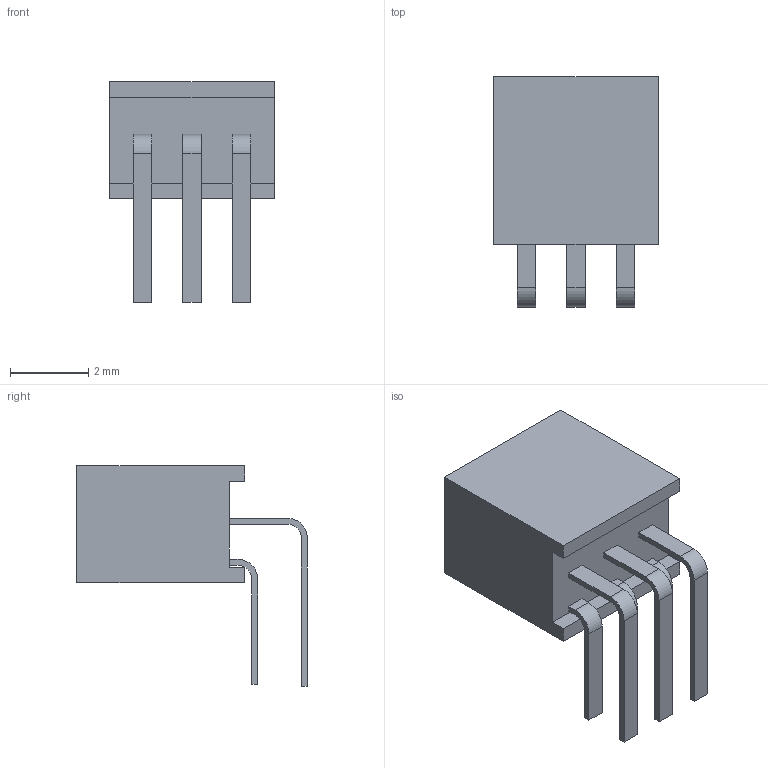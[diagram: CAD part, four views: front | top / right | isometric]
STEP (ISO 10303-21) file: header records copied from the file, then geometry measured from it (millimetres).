
FILE_DESCRIPTION (( 'STEP AP214' ), '1' );
FILE_NAME ('Ñáîðêà2.STEP', '2020-11-30T10:57:21', ( 'new' ), ( '' ), 'SwSTEP 2.0', 'SolidWorks 2014', '' );
FILE_SCHEMA (( 'AUTOMOTIVE_DESIGN' ));
Length unit declared in the file: millimetre
Products named in the file (4): 鵨2; 櫻蠉錪2; 栖闉罻2; 櫻薃
Assembly tree (7 placements, depth 2):
  栖闉罻2
    櫻薃
    櫻蠉錪2  x3
    鵨2  x3
Bounding box: 4.21 x 5.9 x 5.65 mm (x, y, z)
Volume: 52.7 mm3; surface area: 125.9 mm2
Topology: 7 solids, 7 shells, 70 faces, 168 edges, 112 vertices
Faces by surface type: plane 58, cylinder 12
Entity records: 1050 total; most frequent: DIRECTION 160, CARTESIAN_POINT 160, ORIENTED_EDGE 144, EDGE_CURVE 72, VECTOR 64, LINE 64, VERTEX_POINT 48, AXIS2_PLACEMENT_3D 48
